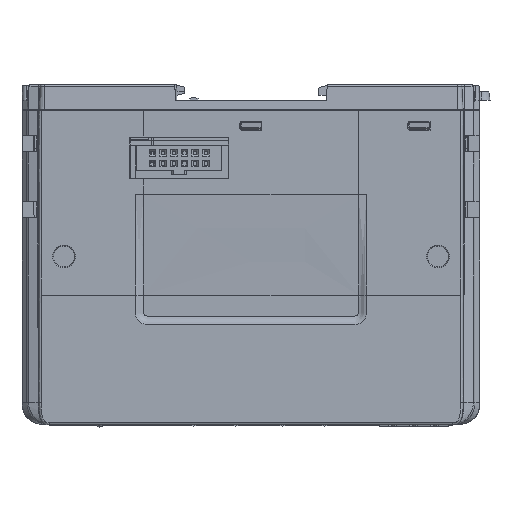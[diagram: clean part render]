
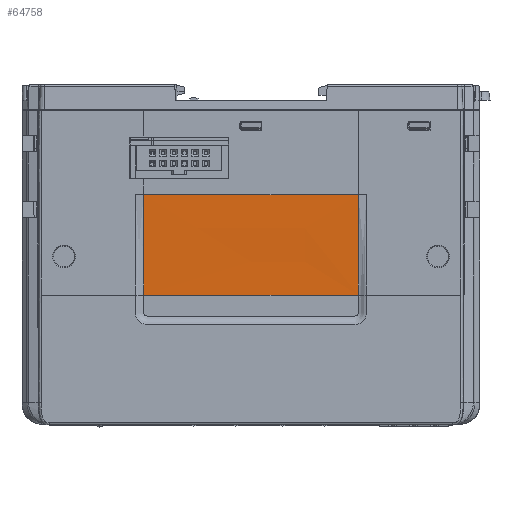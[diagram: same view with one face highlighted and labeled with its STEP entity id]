
A CAD part, top view. The second image highlights one B-rep face of the part: STEP entity #64758.
In plain terms, the highlighted free-form (B-spline) face has degree [3, 3] with [7, 4] control points.
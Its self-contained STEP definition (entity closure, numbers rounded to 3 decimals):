
#1359 = CARTESIAN_POINT ( 'NONE',  ( -25.537, -43.918, 12.6 ) ) ;
#1866 = CARTESIAN_POINT ( 'NONE',  ( 12.768, -35.942, 12.6 ) ) ;
#5111 = CARTESIAN_POINT ( 'NONE',  ( -25.537, -20., 13.5 ) ) ;
#8330 = CARTESIAN_POINT ( 'NONE',  ( 12.768, -27.976, 13.5 ) ) ;
#9303 = CARTESIAN_POINT ( 'NONE',  ( -12.768, -27.976, 13.5 ) ) ;
#16003 = CARTESIAN_POINT ( 'NONE',  ( 0., -43.918, 12.6 ) ) ;
#16221 = FACE_OUTER_BOUND ( 'NONE', #67320, .T. ) ;
#17186 = CARTESIAN_POINT ( 'NONE',  ( 25.537, -20., 13.5 ) ) ;
#21610 = ORIENTED_EDGE ( 'NONE', *, *, #62712, .T. ) ;
#23096 = CARTESIAN_POINT ( 'NONE',  ( 21.28, -43.918, 12.6 ) ) ;
#24069 = CARTESIAN_POINT ( 'NONE',  ( -25.537, -27.976, 13.5 ) ) ;
#24532 = CARTESIAN_POINT ( 'NONE',  ( 0., -43.918, 12.6 ) ) ;
#29682 = VECTOR ( 'NONE', #60150, 1000. ) ;
#31322 = LINE ( 'NONE', #40133, #59582 ) ;
#31888 = CARTESIAN_POINT ( 'NONE',  ( 21.28, -35.942, 12.6 ) ) ;
#32374 = CARTESIAN_POINT ( 'NONE',  ( -21.28, -27.976, 13.5 ) ) ;
#33470 = ORIENTED_EDGE ( 'NONE', *, *, #60348, .F. ) ;
#35329 = CARTESIAN_POINT ( 'NONE',  ( 25.537, -20., 13.5 ) ) ;
#36782 = CARTESIAN_POINT ( 'NONE',  ( 25.537, -20., 13.5 ) ) ;
#38291 = CARTESIAN_POINT ( 'NONE',  ( -25.537, -35.942, 12.6 ) ) ;
#40133 = CARTESIAN_POINT ( 'NONE',  ( -48., -20., 13.5 ) ) ;
#40200 = CARTESIAN_POINT ( 'NONE',  ( 25.537, -27.976, 13.5 ) ) ;
#41146 = DIRECTION ( 'NONE',  ( 1., 0., 0. ) ) ;
#43984 = CARTESIAN_POINT ( 'NONE',  ( -25.537, -31.959, 13.05 ) ) ;
#44132 = CARTESIAN_POINT ( 'NONE',  ( 25.537, -43.918, 12.6 ) ) ;
#44932 = CARTESIAN_POINT ( 'NONE',  ( -25.537, -20., 13.5 ) ) ;
#46603 = CARTESIAN_POINT ( 'NONE',  ( -12.768, -43.918, 12.6 ) ) ;
#48349 = ORIENTED_EDGE ( 'NONE', *, *, #83131, .F. ) ;
#48488 = CARTESIAN_POINT ( 'NONE',  ( -25.537, -43.918, 12.6 ) ) ;
#52460 = VERTEX_POINT ( 'NONE', #5111 ) ;
#52964 = CARTESIAN_POINT ( 'NONE',  ( -21.28, -43.918, 12.6 ) ) ;
#53943 = CARTESIAN_POINT ( 'NONE',  ( -21.28, -35.942, 12.6 ) ) ;
#54427 = CARTESIAN_POINT ( 'NONE',  ( 25.537, -43.918, 12.6 ) ) ;
#54945 = CARTESIAN_POINT ( 'NONE',  ( 12.768, -20., 13.5 ) ) ;
#59582 = VECTOR ( 'NONE', #41146, 1000. ) ;
#59673 = CARTESIAN_POINT ( 'NONE',  ( -25.537, -23.988, 13.5 ) ) ;
#60150 = DIRECTION ( 'NONE',  ( 1., 0., 0. ) ) ;
#60288 = EDGE_CURVE ( 'NONE', #79016, #60914, #89235, .T. ) ;
#60306 = CARTESIAN_POINT ( 'NONE',  ( 25.537, -35.942, 12.6 ) ) ;
#60348 = EDGE_CURVE ( 'NONE', #79016, #52460, #60773, .T. ) ;
#60773 = B_SPLINE_CURVE_WITH_KNOTS ( 'NONE', 3,
 ( #75862, #82782, #43984, #59673, #44932 ),
 .UNSPECIFIED., .F., .F.,
 ( 4, 1, 4 ),
 ( 0., 0.5, 1. ),
 .UNSPECIFIED. ) ;
#60914 = VERTEX_POINT ( 'NONE', #44132 ) ;
#61844 = CARTESIAN_POINT ( 'NONE',  ( 21.28, -27.976, 13.5 ) ) ;
#62319 = CARTESIAN_POINT ( 'NONE',  ( -12.768, -20., 13.5 ) ) ;
#62587 = VERTEX_POINT ( 'NONE', #35329 ) ;
#62712 = EDGE_CURVE ( 'NONE', #60914, #62587, #87558, .T. ) ;
#64533 = ORIENTED_EDGE ( 'NONE', *, *, #60288, .T. ) ;
#64758 = ADVANCED_FACE ( 'NONE', ( #16221 ), #71357, .T. ) ;
#67320 = EDGE_LOOP ( 'NONE', ( #64533, #21610, #48349, #33470 ) ) ;
#68270 = CARTESIAN_POINT ( 'NONE',  ( 21.28, -20., 13.5 ) ) ;
#69247 = CARTESIAN_POINT ( 'NONE',  ( 12.768, -43.918, 12.6 ) ) ;
#71357 = B_SPLINE_SURFACE_WITH_KNOTS ( 'NONE', 3, 3, ( 
 ( #1359, #38291, #24069, #90890 ),
 ( #52964, #53943, #32374, #83988 ),
 ( #46603, #76581, #9303, #62319 ),
 ( #24532, #84965, #90415, #83015 ),
 ( #69247, #1866, #8330, #54945 ),
 ( #23096, #31888, #61844, #68270 ),
 ( #54427, #84462, #40200, #17186 ) ),
 .UNSPECIFIED., .F., .F., .F.,
 ( 4, 1, 1, 1, 4 ),
 ( 4, 4 ),
 ( 0., 0.25, 0.5, 0.75, 1. ),
 ( 0., 1. ),
 .UNSPECIFIED. ) ;
#74594 = CARTESIAN_POINT ( 'NONE',  ( 25.537, -43.918, 12.6 ) ) ;
#75073 = CARTESIAN_POINT ( 'NONE',  ( 25.537, -27.976, 13.5 ) ) ;
#75862 = CARTESIAN_POINT ( 'NONE',  ( -25.537, -43.918, 12.6 ) ) ;
#76581 = CARTESIAN_POINT ( 'NONE',  ( -12.768, -35.942, 12.6 ) ) ;
#79016 = VERTEX_POINT ( 'NONE', #48488 ) ;
#82782 = CARTESIAN_POINT ( 'NONE',  ( -25.537, -39.93, 12.6 ) ) ;
#83015 = CARTESIAN_POINT ( 'NONE',  ( 0., -20., 13.5 ) ) ;
#83131 = EDGE_CURVE ( 'NONE', #52460, #62587, #31322, .T. ) ;
#83988 = CARTESIAN_POINT ( 'NONE',  ( -21.28, -20., 13.5 ) ) ;
#84462 = CARTESIAN_POINT ( 'NONE',  ( 25.537, -35.942, 12.6 ) ) ;
#84965 = CARTESIAN_POINT ( 'NONE',  ( 0., -35.942, 12.6 ) ) ;
#87558 = B_SPLINE_CURVE_WITH_KNOTS ( 'NONE', 3,
 ( #74594, #60306, #75073, #36782 ),
 .UNSPECIFIED., .F., .F.,
 ( 4, 4 ),
 ( 0., 1. ),
 .UNSPECIFIED. ) ;
#89235 = LINE ( 'NONE', #16003, #29682 ) ;
#90415 = CARTESIAN_POINT ( 'NONE',  ( 0., -27.976, 13.5 ) ) ;
#90890 = CARTESIAN_POINT ( 'NONE',  ( -25.537, -20., 13.5 ) ) ;
